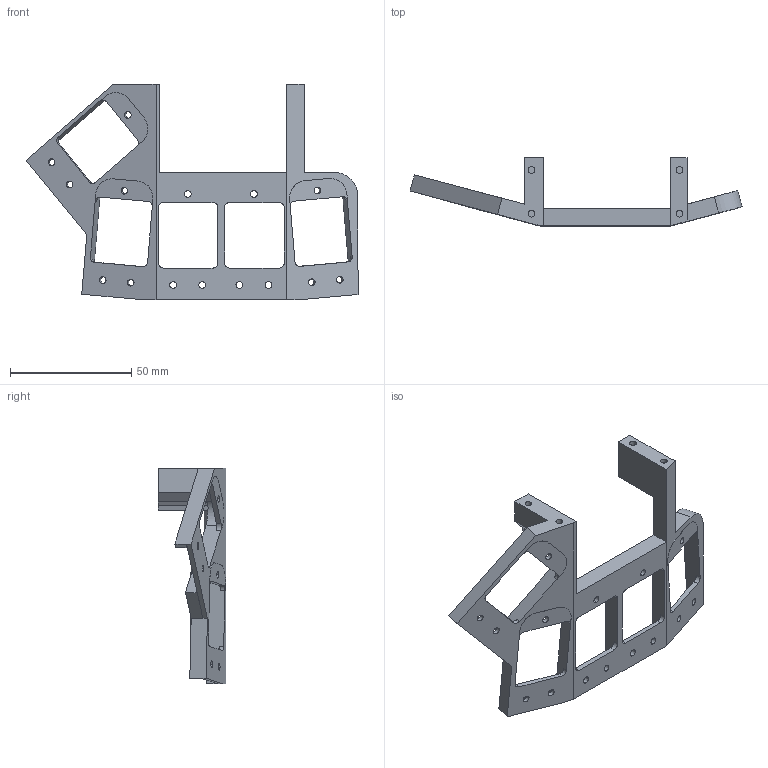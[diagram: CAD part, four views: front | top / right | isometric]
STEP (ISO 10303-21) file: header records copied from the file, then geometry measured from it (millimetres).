
FILE_DESCRIPTION (( 'STEP AP214' ), '1' );
FILE_NAME ('666666666666.内部结构支撑（改2）.STEP', '2025-11-26T09:51:03', ( '' ), ( '' ), 'SwSTEP 2.0', 'SolidWorks 2025', '' );
FILE_SCHEMA (( 'AUTOMOTIVE_DESIGN' ));
Length unit declared in the file: millimetre
Products named in the file (1): 666666666666.内部结构支撑（改2）
Bounding box: 136.91 x 28 x 89 mm (x, y, z)
Volume: 23019.6 mm3; surface area: 17875.7 mm2
Topology: 1 solids, 1 shells, 165 faces, 476 edges, 312 vertices
Faces by surface type: plane 85, cylinder 80
Entity records: 5545 total; most frequent: DIRECTION 966, CARTESIAN_POINT 960, ORIENTED_EDGE 952, EDGE_CURVE 476, AXIS2_PLACEMENT_3D 326, LINE 314, VECTOR 314, VERTEX_POINT 312
